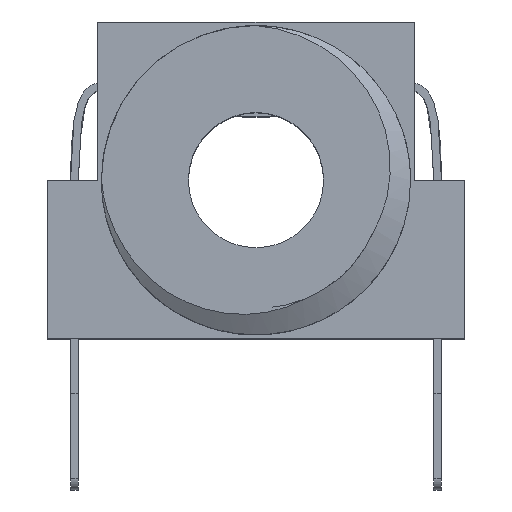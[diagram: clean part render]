
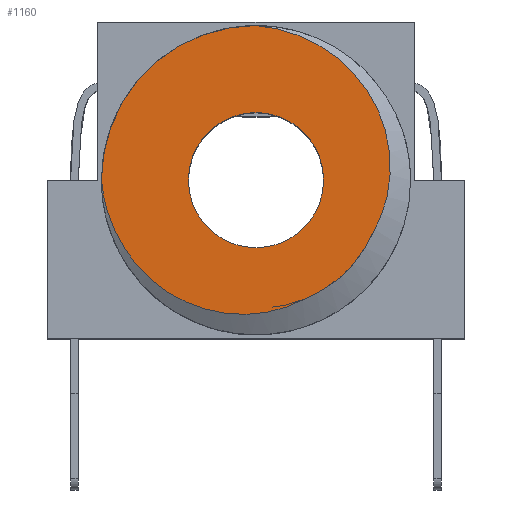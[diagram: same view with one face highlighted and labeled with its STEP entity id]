
A CAD part, top view. The second image highlights one B-rep face of the part: STEP entity #1160.
In plain terms, the highlighted planar face has unit normal (0, 0, 1).
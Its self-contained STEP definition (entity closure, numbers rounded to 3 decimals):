
#25 = FACE_OUTER_BOUND ( 'NONE', #997, .T. ) ;
#55 = CARTESIAN_POINT ( 'NONE',  ( 1.955, 3.288, 5. ) ) ;
#166 = VERTEX_POINT ( 'NONE', #4570 ) ;
#190 = AXIS2_PLACEMENT_3D ( 'NONE', #4759, #4062, #647 ) ;
#353 = VERTEX_POINT ( 'NONE', #1760 ) ;
#402 = EDGE_CURVE ( 'NONE', #1494, #1618, #2813, .T. ) ;
#431 = VERTEX_POINT ( 'NONE', #4878 ) ;
#478 = CARTESIAN_POINT ( 'NONE',  ( -0.167, -3.474, 5. ) ) ;
#560 = CARTESIAN_POINT ( 'NONE',  ( -3.602, -1.443, 5. ) ) ;
#589 = CARTESIAN_POINT ( 'NONE',  ( -3.102, -2.193, 5. ) ) ;
#597 = CARTESIAN_POINT ( 'NONE',  ( 0., 0., 5. ) ) ;
#647 = DIRECTION ( 'NONE',  ( 1., 0., 0. ) ) ;
#679 = AXIS2_PLACEMENT_3D ( 'NONE', #597, #4815, #4840 ) ;
#691 = AXIS2_PLACEMENT_3D ( 'NONE', #2579, #4865, #1464 ) ;
#705 = B_SPLINE_CURVE_WITH_KNOTS ( 'NONE', 3,
 ( #4266, #1654, #856, #2373, #3896, #478, #4345, #2890, #2867, #4754, #2107, #1679, #2910, #4804, #1349, #589, #3949, #560, #3193, #4027, #2941, #3217 ),
 .UNSPECIFIED., .F., .F.,
 ( 4, 2, 2, 2, 2, 2, 2, 2, 2, 2, 4 ),
 ( 0., 0.001, 0.001, 0.002, 0.003, 0.003, 0.004, 0.004, 0.005, 0.006, 0.007 ),
 .UNSPECIFIED. ) ;
#759 = CARTESIAN_POINT ( 'NONE',  ( 1.272, -3.07, 5. ) ) ;
#810 = CARTESIAN_POINT ( 'NONE',  ( 3.467, 0.62, 5. ) ) ;
#856 = CARTESIAN_POINT ( 'NONE',  ( 0.724, -3.322, 5. ) ) ;
#881 = CARTESIAN_POINT ( 'NONE',  ( 3.458, -0.13, 5. ) ) ;
#910 = ORIENTED_EDGE ( 'NONE', *, *, #2806, .F. ) ;
#960 = EDGE_CURVE ( 'NONE', #431, #166, #3742, .T. ) ;
#997 = EDGE_LOOP ( 'NONE', ( #3540, #3019, #3185, #2509 ) ) ;
#1014 = EDGE_CURVE ( 'NONE', #2771, #353, #705, .T. ) ;
#1160 = ADVANCED_FACE ( 'NONE', ( #25, #2962 ), #1521, .T. ) ;
#1176 = CARTESIAN_POINT ( 'NONE',  ( 2.806, 2.44, 5. ) ) ;
#1203 = CARTESIAN_POINT ( 'NONE',  ( 3.231, 1.643, 5. ) ) ;
#1229 = CARTESIAN_POINT ( 'NONE',  ( 1.444, 3.601, 5. ) ) ;
#1275 = CARTESIAN_POINT ( 'NONE',  ( 3.451, 0.772, 5. ) ) ;
#1349 = CARTESIAN_POINT ( 'NONE',  ( -2.675, -2.621, 5. ) ) ;
#1389 = CARTESIAN_POINT ( 'NONE',  ( 1.272, -3.07, 5. ) ) ;
#1464 = DIRECTION ( 'NONE',  ( 1., 0., 0. ) ) ;
#1494 = VERTEX_POINT ( 'NONE', #3803 ) ;
#1521 = PLANE ( 'NONE',  #4358 ) ;
#1550 = CARTESIAN_POINT ( 'NONE',  ( 2.621, 2.675, 5. ) ) ;
#1578 = CARTESIAN_POINT ( 'NONE',  ( 2.657, -2.043, 5. ) ) ;
#1618 = VERTEX_POINT ( 'NONE', #3116 ) ;
#1654 = CARTESIAN_POINT ( 'NONE',  ( 1.005, -3.216, 5. ) ) ;
#1679 = CARTESIAN_POINT ( 'NONE',  ( -1.917, -3.11, 5. ) ) ;
#1760 = CARTESIAN_POINT ( 'NONE',  ( -4., 0., 5. ) ) ;
#1952 = CARTESIAN_POINT ( 'NONE',  ( 3.07, -1.272, 5. ) ) ;
#2027 = CARTESIAN_POINT ( 'NONE',  ( 0.596, 3.916, 5. ) ) ;
#2107 = CARTESIAN_POINT ( 'NONE',  ( -1.642, -3.231, 5. ) ) ;
#2278 = CARTESIAN_POINT ( 'NONE',  ( 1.675, -2.904, 5. ) ) ;
#2327 = CARTESIAN_POINT ( 'NONE',  ( 3.323, -0.722, 5. ) ) ;
#2373 = CARTESIAN_POINT ( 'NONE',  ( 0.284, -3.423, 5. ) ) ;
#2399 = CARTESIAN_POINT ( 'NONE',  ( 3.07, -1.272, 5. ) ) ;
#2440 = CIRCLE ( 'NONE', #691, 1.75 ) ;
#2509 = ORIENTED_EDGE ( 'NONE', *, *, #2746, .F. ) ;
#2579 = CARTESIAN_POINT ( 'NONE',  ( 0., 0., 5. ) ) ;
#2746 = EDGE_CURVE ( 'NONE', #166, #2771, #4338, .T. ) ;
#2771 = VERTEX_POINT ( 'NONE', #1389 ) ;
#2806 = EDGE_CURVE ( 'NONE', #1618, #1494, #2440, .T. ) ;
#2813 = CIRCLE ( 'NONE', #190, 1.75 ) ;
#2836 = CIRCLE ( 'NONE', #679, 4. ) ;
#2867 = CARTESIAN_POINT ( 'NONE',  ( -1.07, -3.411, 5. ) ) ;
#2890 = CARTESIAN_POINT ( 'NONE',  ( -0.767, -3.461, 5. ) ) ;
#2910 = CARTESIAN_POINT ( 'NONE',  ( -2.053, -3.04, 5. ) ) ;
#2941 = CARTESIAN_POINT ( 'NONE',  ( -3.975, -0.302, 5. ) ) ;
#2962 = FACE_BOUND ( 'NONE', #4603, .T. ) ;
#3019 = ORIENTED_EDGE ( 'NONE', *, *, #4410, .T. ) ;
#3094 = CARTESIAN_POINT ( 'NONE',  ( 3.109, 1.919, 5. ) ) ;
#3116 = CARTESIAN_POINT ( 'NONE',  ( -1.75, 0., 5. ) ) ;
#3147 = CARTESIAN_POINT ( 'NONE',  ( 0., 4., 5. ) ) ;
#3185 = ORIENTED_EDGE ( 'NONE', *, *, #1014, .F. ) ;
#3193 = CARTESIAN_POINT ( 'NONE',  ( -3.73, -1.165, 5. ) ) ;
#3217 = CARTESIAN_POINT ( 'NONE',  ( -4., 0., 5. ) ) ;
#3435 = CARTESIAN_POINT ( 'NONE',  ( 0.303, 3.975, 5. ) ) ;
#3461 = CARTESIAN_POINT ( 'NONE',  ( 3.039, 2.054, 5. ) ) ;
#3463 = CARTESIAN_POINT ( 'NONE',  ( 2.904, -1.675, 5. ) ) ;
#3483 = CARTESIAN_POINT ( 'NONE',  ( 2.042, -2.658, 5. ) ) ;
#3490 = CARTESIAN_POINT ( 'NONE',  ( 3.334, 1.361, 5. ) ) ;
#3540 = ORIENTED_EDGE ( 'NONE', *, *, #960, .F. ) ;
#3559 = ORIENTED_EDGE ( 'NONE', *, *, #402, .F. ) ;
#3742 = B_SPLINE_CURVE_WITH_KNOTS ( 'NONE', 3,
 ( #3147, #3435, #2027, #4681, #1229, #55, #3872, #1550, #1176, #3461, #3094, #1203, #3490, #4587, #1275, #810, #4219, #881, #2327, #3843, #2399 ),
 .UNSPECIFIED., .F., .F.,
 ( 4, 2, 2, 2, 2, 2, 1, 2, 2, 2, 4 ),
 ( 0., 0.001, 0.002, 0.003, 0.004, 0.004, 0.004, 0.005, 0.005, 0.006, 0.007 ),
 .UNSPECIFIED. ) ;
#3803 = CARTESIAN_POINT ( 'NONE',  ( 1.75, 0., 5. ) ) ;
#3843 = CARTESIAN_POINT ( 'NONE',  ( 3.216, -1.005, 5. ) ) ;
#3872 = CARTESIAN_POINT ( 'NONE',  ( 2.193, 3.102, 5. ) ) ;
#3896 = CARTESIAN_POINT ( 'NONE',  ( 0.133, -3.447, 5. ) ) ;
#3949 = CARTESIAN_POINT ( 'NONE',  ( -3.289, -1.955, 5. ) ) ;
#4027 = CARTESIAN_POINT ( 'NONE',  ( -3.916, -0.596, 5. ) ) ;
#4062 = DIRECTION ( 'NONE',  ( 0., 0., 1. ) ) ;
#4120 = CARTESIAN_POINT ( 'NONE',  ( 0., 0., 5. ) ) ;
#4219 = CARTESIAN_POINT ( 'NONE',  ( 3.483, 0.169, 5. ) ) ;
#4266 = CARTESIAN_POINT ( 'NONE',  ( 1.272, -3.07, 5. ) ) ;
#4338 = B_SPLINE_CURVE_WITH_KNOTS ( 'NONE', 3,
 ( #1952, #3463, #1578, #3483, #2278, #759 ),
 .UNSPECIFIED., .F., .F.,
 ( 4, 2, 4 ),
 ( 0., 0.001, 0.003 ),
 .UNSPECIFIED. ) ;
#4345 = CARTESIAN_POINT ( 'NONE',  ( -0.317, -3.478, 5. ) ) ;
#4358 = AXIS2_PLACEMENT_3D ( 'NONE', #4120, #4450, #4475 ) ;
#4410 = EDGE_CURVE ( 'NONE', #431, #353, #2836, .T. ) ;
#4450 = DIRECTION ( 'NONE',  ( 0., 0., 1. ) ) ;
#4475 = DIRECTION ( 'NONE',  ( 1., 0., 0. ) ) ;
#4570 = CARTESIAN_POINT ( 'NONE',  ( 3.07, -1.272, 5. ) ) ;
#4587 = CARTESIAN_POINT ( 'NONE',  ( 3.402, 1.069, 5. ) ) ;
#4603 = EDGE_LOOP ( 'NONE', ( #3559, #910 ) ) ;
#4681 = CARTESIAN_POINT ( 'NONE',  ( 1.166, 3.73, 5. ) ) ;
#4754 = CARTESIAN_POINT ( 'NONE',  ( -1.501, -3.283, 5. ) ) ;
#4759 = CARTESIAN_POINT ( 'NONE',  ( 0., 0., 5. ) ) ;
#4804 = CARTESIAN_POINT ( 'NONE',  ( -2.44, -2.807, 5. ) ) ;
#4815 = DIRECTION ( 'NONE',  ( 0., 0., 1. ) ) ;
#4840 = DIRECTION ( 'NONE',  ( 1., 0., 0. ) ) ;
#4865 = DIRECTION ( 'NONE',  ( 0., 0., 1. ) ) ;
#4878 = CARTESIAN_POINT ( 'NONE',  ( 0., 4., 5. ) ) ;
